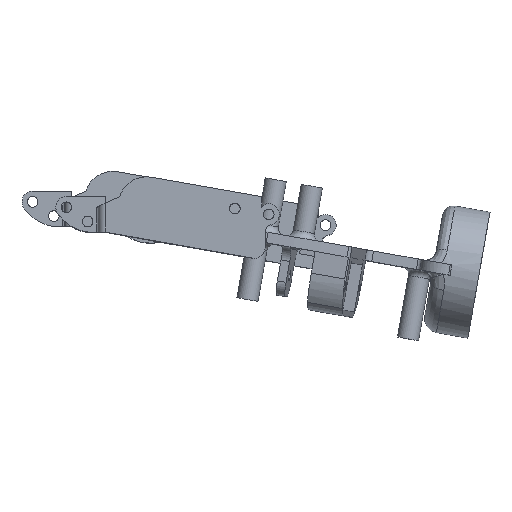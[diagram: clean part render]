
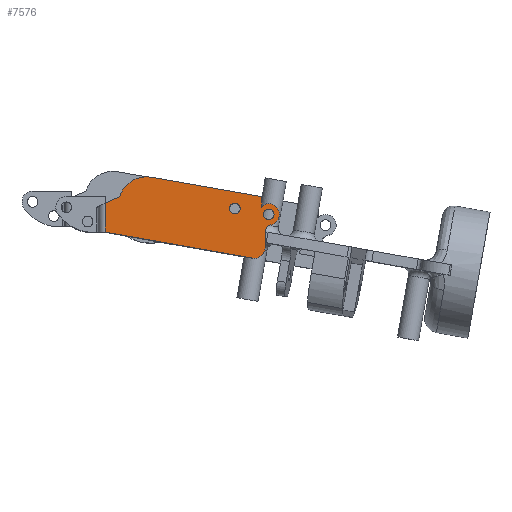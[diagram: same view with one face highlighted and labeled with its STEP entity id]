
A CAD part, top view. The second image highlights one B-rep face of the part: STEP entity #7576.
In plain terms, the highlighted planar face has unit normal (0, 0, 1).
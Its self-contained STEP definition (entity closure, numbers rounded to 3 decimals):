
#270=FACE_BOUND('',#1642,.T.);
#271=FACE_BOUND('',#1643,.T.);
#465=CIRCLE('',#8090,8.);
#513=CIRCLE('',#8191,3.);
#515=CIRCLE('',#8195,2.);
#516=CIRCLE('',#8197,3.);
#519=CIRCLE('',#8201,2.5);
#522=CIRCLE('',#8206,1.5);
#523=CIRCLE('',#8207,1.5);
#524=CIRCLE('',#8209,1.5);
#525=CIRCLE('',#8210,1.5);
#1210=FACE_OUTER_BOUND('',#1641,.T.);
#1641=EDGE_LOOP('',(#6385,#6386,#6387,#6388,#6389,#6390,#6391,#6392,#6393,
#6394,#6395));
#1642=EDGE_LOOP('',(#6396,#6397));
#1643=EDGE_LOOP('',(#6398,#6399));
#2139=LINE('',#13974,#2803);
#2142=LINE('',#13980,#2806);
#2145=LINE('',#13995,#2809);
#2180=LINE('',#14157,#2844);
#2226=LINE('',#14293,#2890);
#2230=LINE('',#14309,#2894);
#2803=VECTOR('',#9538,2.973);
#2806=VECTOR('',#9543,31.462);
#2809=VECTOR('',#9558,8.135);
#2844=VECTOR('',#9683,4.414);
#2890=VECTOR('',#9823,42.119);
#2894=VECTOR('',#9841,4.46);
#3498=VERTEX_POINT('',#13968);
#3500=VERTEX_POINT('',#13972);
#3502=VERTEX_POINT('',#13978);
#3504=VERTEX_POINT('',#13984);
#3506=VERTEX_POINT('',#13989);
#3508=VERTEX_POINT('',#13993);
#3593=VERTEX_POINT('',#14291);
#3597=VERTEX_POINT('',#14304);
#3598=VERTEX_POINT('',#14308);
#3601=VERTEX_POINT('',#14316);
#3602=VERTEX_POINT('',#14320);
#3606=VERTEX_POINT('',#14334);
#3607=VERTEX_POINT('',#14336);
#3608=VERTEX_POINT('',#14340);
#3609=VERTEX_POINT('',#14341);
#4412=EDGE_CURVE('',#3498,#3500,#2139,.T.);
#4415=EDGE_CURVE('',#3502,#3500,#2142,.T.);
#4418=EDGE_CURVE('',#3502,#3504,#465,.T.);
#4422=EDGE_CURVE('',#3506,#3508,#2145,.T.);
#4485=EDGE_CURVE('',#3504,#3506,#2180,.F.);
#4554=EDGE_CURVE('',#3593,#3508,#2226,.T.);
#4561=EDGE_CURVE('',#3593,#3597,#513,.T.);
#4562=EDGE_CURVE('',#3597,#3598,#2230,.T.);
#4567=EDGE_CURVE('',#3598,#3601,#515,.F.);
#4568=EDGE_CURVE('',#3601,#3602,#516,.T.);
#4572=EDGE_CURVE('',#3602,#3498,#519,.T.);
#4576=EDGE_CURVE('',#3606,#3607,#522,.T.);
#4577=EDGE_CURVE('',#3607,#3606,#523,.T.);
#4578=EDGE_CURVE('',#3608,#3609,#524,.T.);
#4579=EDGE_CURVE('',#3609,#3608,#525,.T.);
#6385=ORIENTED_EDGE('',*,*,#4554,.F.);
#6386=ORIENTED_EDGE('',*,*,#4561,.T.);
#6387=ORIENTED_EDGE('',*,*,#4562,.T.);
#6388=ORIENTED_EDGE('',*,*,#4567,.T.);
#6389=ORIENTED_EDGE('',*,*,#4568,.T.);
#6390=ORIENTED_EDGE('',*,*,#4572,.T.);
#6391=ORIENTED_EDGE('',*,*,#4412,.T.);
#6392=ORIENTED_EDGE('',*,*,#4415,.F.);
#6393=ORIENTED_EDGE('',*,*,#4418,.T.);
#6394=ORIENTED_EDGE('',*,*,#4485,.T.);
#6395=ORIENTED_EDGE('',*,*,#4422,.T.);
#6396=ORIENTED_EDGE('',*,*,#4578,.F.);
#6397=ORIENTED_EDGE('',*,*,#4579,.F.);
#6398=ORIENTED_EDGE('',*,*,#4577,.F.);
#6399=ORIENTED_EDGE('',*,*,#4576,.F.);
#7255=PLANE('',#8208);
#7576=ADVANCED_FACE('',(#1210,#270,#271),#7255,.T.);
#8090=AXIS2_PLACEMENT_3D('',#13986,#9549,#9550);
#8191=AXIS2_PLACEMENT_3D('',#14306,#9837,#9838);
#8195=AXIS2_PLACEMENT_3D('',#14318,#9849,#9850);
#8197=AXIS2_PLACEMENT_3D('',#14321,#9853,#9854);
#8201=AXIS2_PLACEMENT_3D('',#14327,#9862,#9863);
#8206=AXIS2_PLACEMENT_3D('',#14337,#9873,#9874);
#8207=AXIS2_PLACEMENT_3D('',#14338,#9875,#9876);
#8208=AXIS2_PLACEMENT_3D('',#14339,#9877,#9878);
#8209=AXIS2_PLACEMENT_3D('',#14342,#9879,#9880);
#8210=AXIS2_PLACEMENT_3D('',#14343,#9881,#9882);
#9538=DIRECTION('',(0.,1.,0.));
#9543=DIRECTION('',(0.985,-0.174,0.));
#9549=DIRECTION('center_axis',(0.,0.,1.));
#9550=DIRECTION('ref_axis',(1.,0.,0.));
#9558=DIRECTION('',(0.,-1.,0.));
#9683=DIRECTION('',(0.906,0.423,0.));
#9823=DIRECTION('',(-0.985,0.174,0.));
#9837=DIRECTION('center_axis',(0.,0.,1.));
#9838=DIRECTION('ref_axis',(1.,0.,0.));
#9841=DIRECTION('',(0.,1.,0.));
#9849=DIRECTION('center_axis',(0.,0.,1.));
#9850=DIRECTION('ref_axis',(1.,0.,0.));
#9853=DIRECTION('center_axis',(0.,0.,1.));
#9854=DIRECTION('ref_axis',(1.,0.,0.));
#9862=DIRECTION('center_axis',(0.,0.,1.));
#9863=DIRECTION('ref_axis',(1.,0.,0.));
#9873=DIRECTION('center_axis',(0.,0.,1.));
#9874=DIRECTION('ref_axis',(1.,0.,0.));
#9875=DIRECTION('center_axis',(0.,0.,1.));
#9876=DIRECTION('ref_axis',(1.,0.,0.));
#9877=DIRECTION('center_axis',(0.,0.,1.));
#9878=DIRECTION('ref_axis',(1.,0.,0.));
#9879=DIRECTION('center_axis',(0.,0.,1.));
#9880=DIRECTION('ref_axis',(1.,0.,0.));
#9881=DIRECTION('center_axis',(0.,0.,1.));
#9882=DIRECTION('ref_axis',(1.,0.,0.));
#13968=CARTESIAN_POINT('',(4.516,-14.189,30.));
#13972=CARTESIAN_POINT('',(4.516,-11.215,30.));
#13974=CARTESIAN_POINT('',(4.516,-14.189,30.));
#13978=CARTESIAN_POINT('',(-26.468,-5.752,30.));
#13980=CARTESIAN_POINT('',(-26.468,-5.752,30.));
#13984=CARTESIAN_POINT('',(-35.484,-11.215,30.));
#13986=CARTESIAN_POINT('Origin',(-27.857,-13.63,30.));
#13989=CARTESIAN_POINT('',(-39.484,-13.08,30.));
#13993=CARTESIAN_POINT('',(-39.484,-21.215,30.));
#13995=CARTESIAN_POINT('',(-39.484,-13.08,30.));
#14157=CARTESIAN_POINT('',(-39.484,-13.08,30.));
#14291=CARTESIAN_POINT('',(1.996,-28.529,30.));
#14293=CARTESIAN_POINT('',(1.996,-28.529,30.));
#14304=CARTESIAN_POINT('',(5.516,-25.575,30.));
#14306=CARTESIAN_POINT('Origin',(2.516,-25.575,30.));
#14308=CARTESIAN_POINT('',(5.516,-21.114,30.));
#14309=CARTESIAN_POINT('',(5.516,-25.575,30.));
#14316=CARTESIAN_POINT('',(7.116,-19.155,30.));
#14318=CARTESIAN_POINT('Origin',(7.516,-21.114,30.));
#14320=CARTESIAN_POINT('',(5.516,-13.387,30.));
#14321=CARTESIAN_POINT('Origin',(6.516,-16.215,30.));
#14327=CARTESIAN_POINT('Origin',(6.528,-15.673,30.));
#14334=CARTESIAN_POINT('',(5.016,-16.215,30.));
#14336=CARTESIAN_POINT('',(8.016,-16.215,30.));
#14337=CARTESIAN_POINT('Origin',(6.516,-16.215,30.));
#14338=CARTESIAN_POINT('Origin',(6.516,-16.215,30.));
#14339=CARTESIAN_POINT('Origin',(-11.484,-11.215,30.));
#14340=CARTESIAN_POINT('',(-1.536,-14.531,30.));
#14341=CARTESIAN_POINT('',(-4.536,-14.531,30.));
#14342=CARTESIAN_POINT('Origin',(-3.036,-14.531,30.));
#14343=CARTESIAN_POINT('Origin',(-3.036,-14.531,30.));
